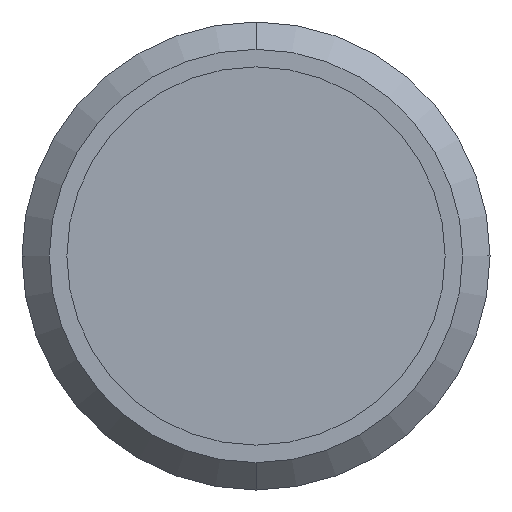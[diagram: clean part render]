
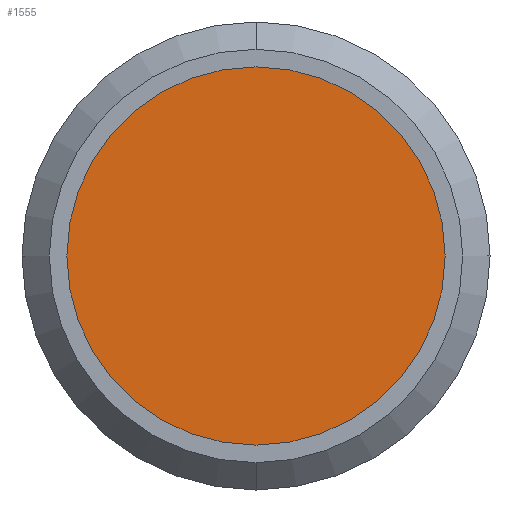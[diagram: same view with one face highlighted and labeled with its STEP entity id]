
A CAD part, front view. The second image highlights one B-rep face of the part: STEP entity #1555.
In plain terms, the highlighted planar face has unit normal (0, -1, 0).
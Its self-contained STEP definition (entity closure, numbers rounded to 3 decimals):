
#1555=ADVANCED_FACE('',(#3067),#3068,.T.);
#3067=FACE_OUTER_BOUND('',#4546,.T.);
#3068=PLANE('',#4547);
#4546=EDGE_LOOP('',(#8432,#8433));
#4547=AXIS2_PLACEMENT_3D('',#8434,#8435,#8436);
#8432=ORIENTED_EDGE('',*,*,#9889,.T.);
#8433=ORIENTED_EDGE('',*,*,#9902,.T.);
#8434=CARTESIAN_POINT('',(0.0,-0.01,2.425));
#8435=DIRECTION('',(0.0,-1.0,0.0));
#8436=DIRECTION('',(0.0,0.0,1.0));
#9889=EDGE_CURVE('',#11863,#11867,#11869,.T.);
#9902=EDGE_CURVE('',#11867,#11863,#11886,.T.);
#11863=VERTEX_POINT('',#14883);
#11867=VERTEX_POINT('',#14888);
#11869=CIRCLE('',#14891,4.85);
#11886=CIRCLE('',#14910,4.85);
#14883=CARTESIAN_POINT('',(0.0,-0.01,4.85));
#14888=CARTESIAN_POINT('',(0.,-0.01,-4.85));
#14891=AXIS2_PLACEMENT_3D('',#16792,#16793,#16794);
#14910=AXIS2_PLACEMENT_3D('',#16812,#16813,#16814);
#16792=CARTESIAN_POINT('',(0.0,-0.01,0.0));
#16793=DIRECTION('',(0.0,-1.0,0.0));
#16794=DIRECTION('',(0.0,0.0,1.0));
#16812=CARTESIAN_POINT('',(0.0,-0.01,0.0));
#16813=DIRECTION('',(0.0,-1.0,0.0));
#16814=DIRECTION('',(0.0,0.0,1.0));
